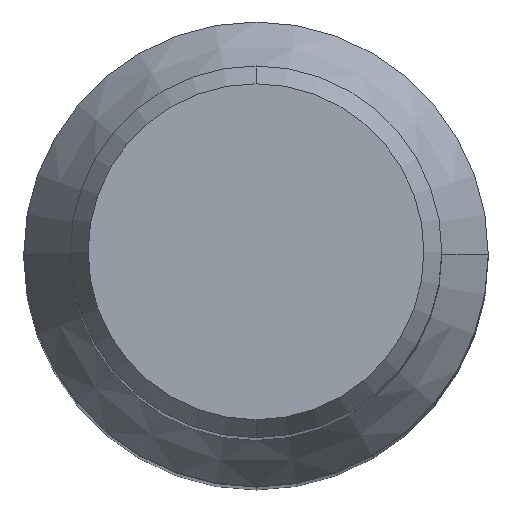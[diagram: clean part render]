
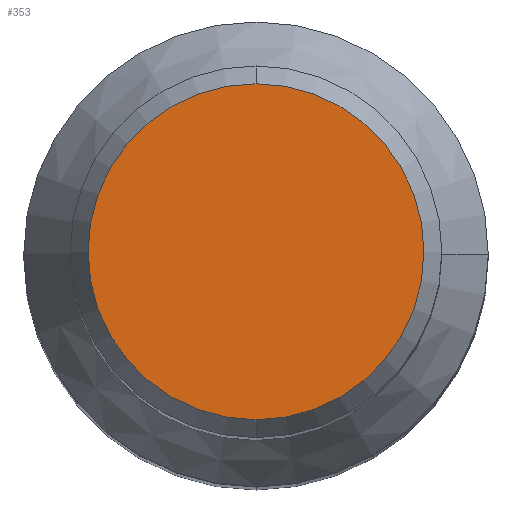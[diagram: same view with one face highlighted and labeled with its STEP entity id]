
A CAD part, top view. The second image highlights one B-rep face of the part: STEP entity #353.
In plain terms, the highlighted planar face has unit normal (0, 0, 1).
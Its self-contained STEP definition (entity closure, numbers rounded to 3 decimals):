
#247=EDGE_CURVE('',#429,#367,#548,.T.);
#353=ADVANCED_FACE('',(#661),#662,.T.);
#367=VERTEX_POINT('',#677);
#385=EDGE_CURVE('',#367,#429,#698,.T.);
#429=VERTEX_POINT('',#746);
#548=CIRCLE('',#952,5.423);
#661=FACE_OUTER_BOUND('',#1224,.T.);
#662=PLANE('',#1225);
#677=CARTESIAN_POINT('',(0.,-5.423,0.0));
#698=CIRCLE('',#1294,5.423);
#746=CARTESIAN_POINT('',(0.0,5.423,0.0));
#952=AXIS2_PLACEMENT_3D('',#1550,#1551,#1552);
#1224=EDGE_LOOP('',(#1663,#1664));
#1225=AXIS2_PLACEMENT_3D('',#1665,#1666,#1667);
#1294=AXIS2_PLACEMENT_3D('',#1706,#1707,#1708);
#1550=CARTESIAN_POINT('',(0.0,0.0,0.0));
#1551=DIRECTION('',(0.0,0.0,-1.0));
#1552=DIRECTION('',(0.0,1.0,0.0));
#1663=ORIENTED_EDGE('',*,*,#247,.F.);
#1664=ORIENTED_EDGE('',*,*,#385,.F.);
#1665=CARTESIAN_POINT('',(0.0,2.711,0.0));
#1666=DIRECTION('',(-0.0,0.0,1.0));
#1667=DIRECTION('',(0.0,-1.0,0.0));
#1706=CARTESIAN_POINT('',(0.0,0.0,0.0));
#1707=DIRECTION('',(0.0,0.0,-1.0));
#1708=DIRECTION('',(0.0,1.0,0.0));
